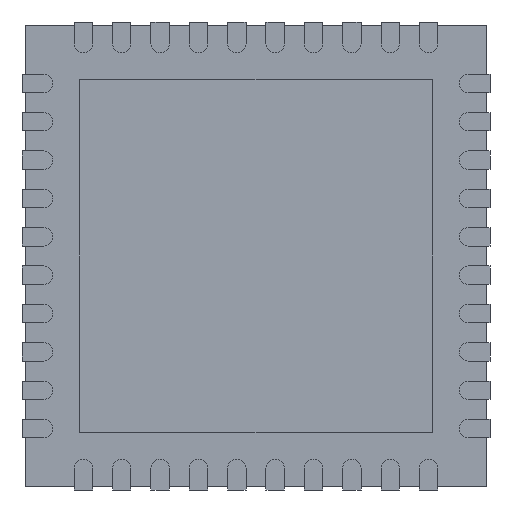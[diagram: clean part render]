
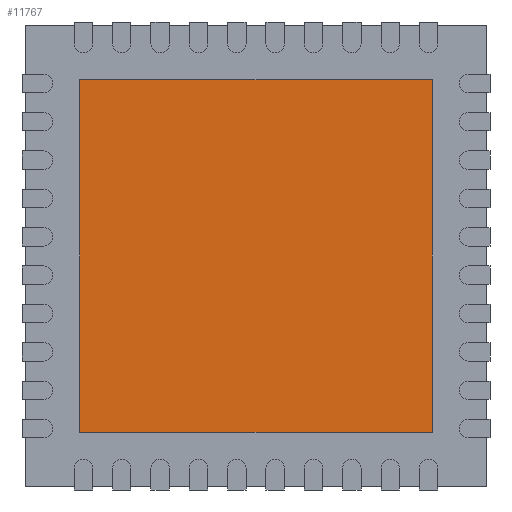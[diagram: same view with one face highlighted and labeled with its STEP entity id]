
A CAD part, front view. The second image highlights one B-rep face of the part: STEP entity #11767.
In plain terms, the highlighted planar face has unit normal (0, -1, 0).
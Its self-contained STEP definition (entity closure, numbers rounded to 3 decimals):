
#11620 = CARTESIAN_POINT ( 'NONE',  ( 2.3, 0., 2.3 ) ) ;
#11621 = VERTEX_POINT ( 'NONE', #11620 ) ;
#11622 = CARTESIAN_POINT ( 'NONE',  ( 2.3, 0., -2.3 ) ) ;
#11623 = VERTEX_POINT ( 'NONE', #11622 ) ;
#11624 = CARTESIAN_POINT ( 'NONE',  ( 2.3, 0., 2.3 ) ) ;
#11625 = DIRECTION ( 'NONE',  ( 0., 0., -1. ) ) ;
#11626 = VECTOR ( 'NONE', #11625, 1000. ) ;
#11627 = LINE ( 'NONE', #11624, #11626 ) ;
#11628 = EDGE_CURVE ( 'NONE', #11621, #11623, #11627, .T. ) ;
#11660 = CARTESIAN_POINT ( 'NONE',  ( -2.3, 0., -2.3 ) ) ;
#11661 = VERTEX_POINT ( 'NONE', #11660 ) ;
#11662 = CARTESIAN_POINT ( 'NONE',  ( -2.3, 0., -2.3 ) ) ;
#11663 = DIRECTION ( 'NONE',  ( -1., 0., 0. ) ) ;
#11664 = VECTOR ( 'NONE', #11663, 1000. ) ;
#11665 = LINE ( 'NONE', #11662, #11664 ) ;
#11666 = EDGE_CURVE ( 'NONE', #11623, #11661, #11665, .T. ) ;
#11691 = CARTESIAN_POINT ( 'NONE',  ( -2.3, 0., 2.3 ) ) ;
#11692 = VERTEX_POINT ( 'NONE', #11691 ) ;
#11693 = CARTESIAN_POINT ( 'NONE',  ( -2.3, 0., 2.3 ) ) ;
#11694 = DIRECTION ( 'NONE',  ( 0., 0., 1. ) ) ;
#11695 = VECTOR ( 'NONE', #11694, 1000. ) ;
#11696 = LINE ( 'NONE', #11693, #11695 ) ;
#11697 = EDGE_CURVE ( 'NONE', #11661, #11692, #11696, .T. ) ;
#11722 = CARTESIAN_POINT ( 'NONE',  ( -2.3, 0., 2.3 ) ) ;
#11723 = DIRECTION ( 'NONE',  ( 1., 0., 0. ) ) ;
#11724 = VECTOR ( 'NONE', #11723, 1000. ) ;
#11725 = LINE ( 'NONE', #11722, #11724 ) ;
#11726 = EDGE_CURVE ( 'NONE', #11692, #11621, #11725, .T. ) ;
#11756 = ORIENTED_EDGE ( 'NONE', *, *, #11628, .F. ) ;
#11757 = ORIENTED_EDGE ( 'NONE', *, *, #11726, .F. ) ;
#11758 = ORIENTED_EDGE ( 'NONE', *, *, #11697, .F. ) ;
#11759 = ORIENTED_EDGE ( 'NONE', *, *, #11666, .F. ) ;
#11760 = EDGE_LOOP ( 'NONE', ( #11756, #11757, #11758, #11759 ) ) ;
#11761 = FACE_OUTER_BOUND ( 'NONE', #11760, .T. ) ;
#11762 = CARTESIAN_POINT ( 'NONE',  ( 0., 0., 0. ) ) ;
#11763 = DIRECTION ( 'NONE',  ( 0., -1., 0. ) ) ;
#11764 = DIRECTION ( 'NONE',  ( 0., 0., -1. ) ) ;
#11765 = AXIS2_PLACEMENT_3D ( 'NONE', #11762, #11763, #11764 ) ;
#11766 = PLANE ( 'NONE', #11765 ) ;
#11767 = ADVANCED_FACE ( 'NONE', ( #11761 ), #11766, .T. ) ;
